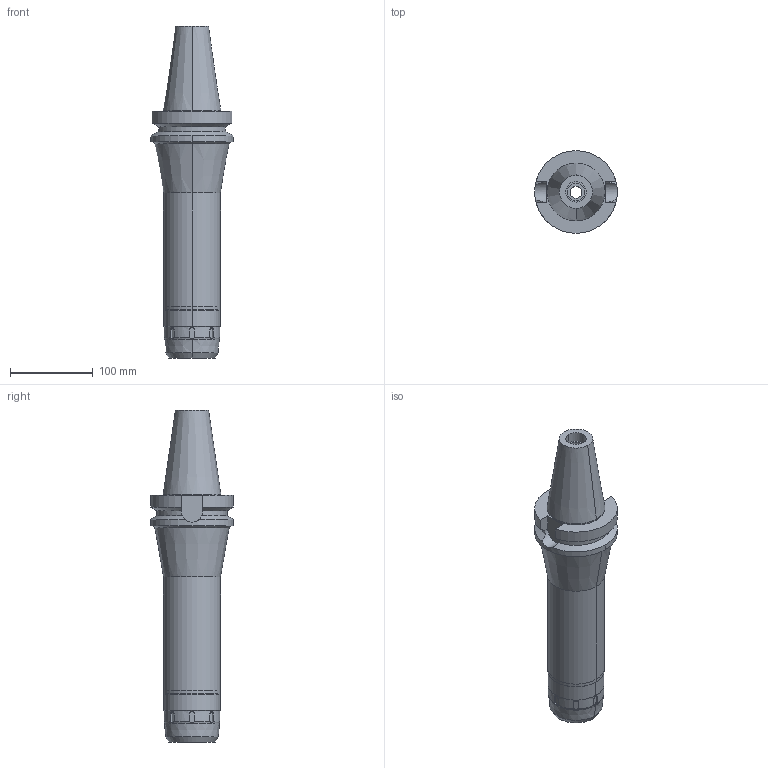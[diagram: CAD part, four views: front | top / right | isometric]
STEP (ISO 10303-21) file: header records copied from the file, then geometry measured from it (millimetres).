
FILE_DESCRIPTION((''),'2;1');
FILE_NAME('BBT50-HMC32S-300','2018-06-13T',('ykawabe'),(''),'CREO PARAMETRIC BY PTC INC, 2016380','CREO PARAMETRIC BY PTC INC, 2016380','');
FILE_SCHEMA(('AUTOMOTIVE_DESIGN { 1 0 10303 214 1 1 1 1 }'));
Length unit declared in the file: millimetre
Products named in the file (1): BBT50-HMC32S-300
Bounding box: 100 x 100 x 401.8 mm (x, y, z)
Volume: 1355680.2 mm3; surface area: 130189.8 mm2
Topology: 1 solids, 1 shells, 103 faces, 297 edges, 203 vertices
Faces by surface type: cylinder 44, plane 39, cone 20
Entity records: 4724 total; most frequent: CARTESIAN_POINT 909, ORIENTED_EDGE 594, DIRECTION 572, PRESENTATION_STYLE_ASSIGNMENT 302, STYLED_ITEM 302, CURVE_STYLE 301, EDGE_CURVE 297, AXIS2_PLACEMENT_3D 224
